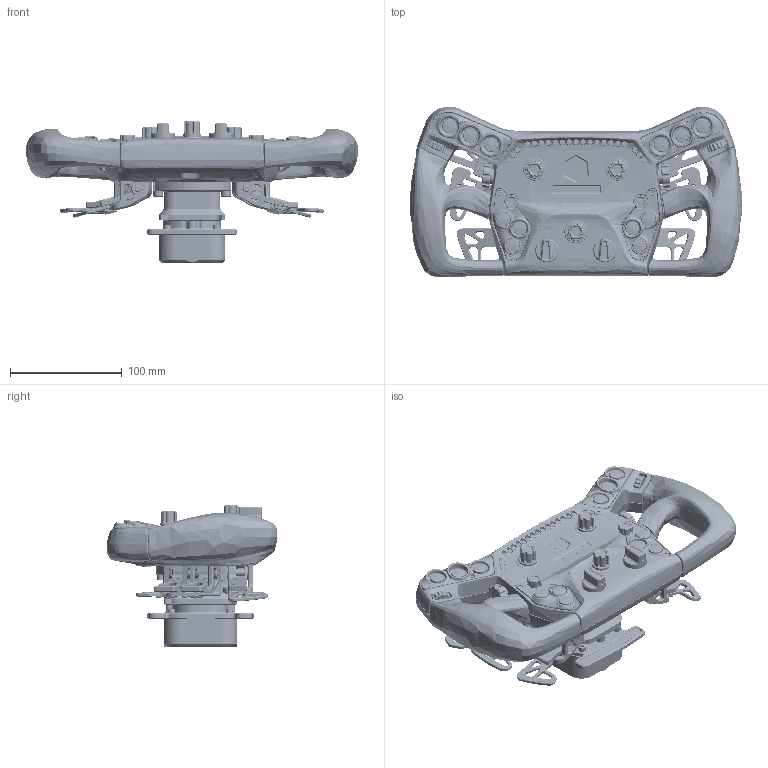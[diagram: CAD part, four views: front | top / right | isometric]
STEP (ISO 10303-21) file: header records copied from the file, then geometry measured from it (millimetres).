
FILE_DESCRIPTION(/* description */ (''),/* implementation_level */ '2;1');
FILE_NAME(/* name */ 'Savu Pro SC3 Simplified.step',/* time_stamp */ '2026-02-04T09:29:23+02:00',/* author */ (''),/* organization */ (''),/* preprocessor_version */ 'ST-DEVELOPER v20.1',/* originating_system */ 'Autodesk Translation Framework v14.24.0.0',/* authorisation */ '');
FILE_SCHEMA (('AUTOMOTIVE_DESIGN { 1 0 10303 214 3 1 1 }'));
Products named in the file (1): SportSC3SixPaddles
Bounding box: 297.43 x 153.13 x 126.5 mm (x, y, z)
Volume: 1368813 mm3; surface area: 214116.9 mm2
Topology: 19 solids, 47 shells, 7518 faces, 19618 edges, 12200 vertices
Faces by surface type: bspline 2589, plane 1954, cylinder 1505, cone 1107, torus 292, sphere 71
Full cylindrical faces by diameter (mm): 1.07 x8, 1.25 x8, 1.29 x8, 1.83 x8, 2.206 x4, 2.424 x8, 2.5 x8, 2.529 x107, 2.673 x10, 2.828 x12, 3 x36, 3.3 x4, 3.4 x10, 4.1 x4, 4.234 x3, 4.7 x10, 5 x6, 5.5 x21, 5.6 x12, 6 x14, 6.1 x3, 6.2 x2, 6.3 x2, 7 x4, 8 x4, 8.157 x1, 8.5 x3, 10 x12, 12 x4, 12.2 x8
Entity records: 935075 total; most frequent: CARTESIAN_POINT 769285, ORIENTED_EDGE 38860, DIRECTION 28090, EDGE_CURVE 19430, VERTEX_POINT 12200, AXIS2_PLACEMENT_3D 10691, EDGE_LOOP 7927, FACE_OUTER_BOUND 7518
